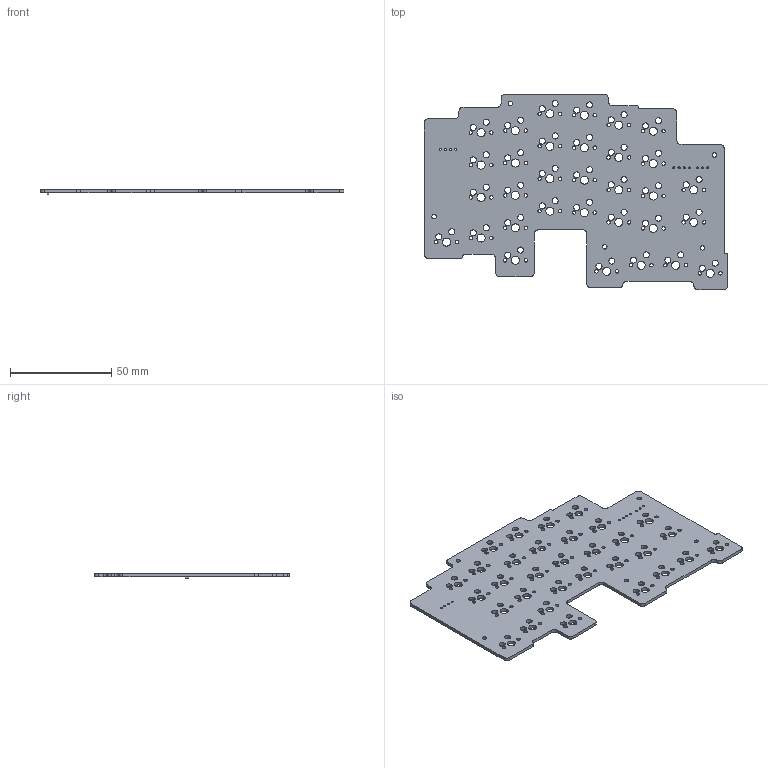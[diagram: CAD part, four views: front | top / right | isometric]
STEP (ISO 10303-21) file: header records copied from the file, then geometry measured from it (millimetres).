
FILE_DESCRIPTION(('KiCad electronic assembly'),'2;1');
FILE_NAME('compact-keyboard.step','2020-12-17T00:42:45',('An Author'),( 'A Company'),'Open CASCADE STEP processor 6.9', 'KiCad to STEP converter','Unknown');
FILE_SCHEMA(('AUTOMOTIVE_DESIGN { 1 0 10303 214 1 1 1 1 }'));
Length unit declared in the file: millimetre
Products named in the file (4): Open CASCADE STEP translator 6.9 1; C_0603_1608Metric; SOLID; COMPOUND
Assembly tree (3 placements, depth 3):
  Open CASCADE STEP translator 6.9 1
    C_0603_1608Metric
      SOLID
    COMPOUND
Bounding box: 149.8 x 96.3 x 2.45 mm (x, y, z)
Volume: 16811.2 mm3; surface area: 24127.9 mm2
Topology: 2 solids, 2 shells, 257 faces, 753 edges, 502 vertices
Faces by surface type: cylinder 216, plane 41
Full cylindrical faces by diameter (mm): 1 x11, 1.702 x64, 2.2 x5, 3 x64, 3.988 x32
Entity records: 19588 total; most frequent: DIRECTION 3201, CARTESIAN_POINT 3094, ORIENTED_EDGE 1506, PCURVE 1506, DEFINITIONAL_REPRESENTATION 1506, LINE 1395, VECTOR 1395, CIRCLE 852
